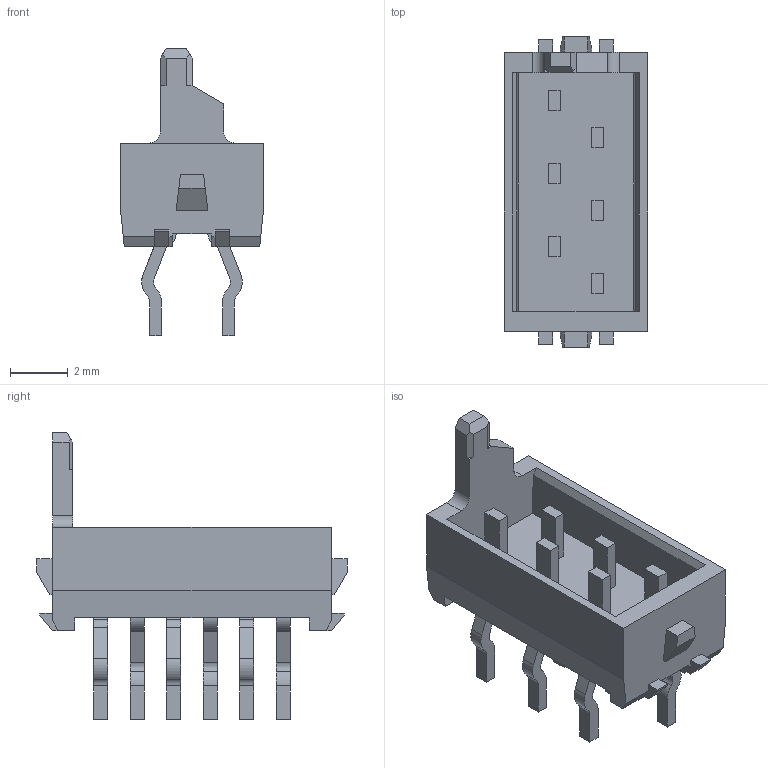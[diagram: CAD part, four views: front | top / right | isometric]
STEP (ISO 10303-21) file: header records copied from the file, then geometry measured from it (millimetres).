
FILE_DESCRIPTION(('FreeCAD Model'),'2;1');
FILE_NAME('parts/3DModels/micromatch_female_ra_6/C-215464-6.step','2018-02-22T01:29:22',('kicad StepUp'),( 'ksu MCAD'),'Open CASCADE STEP processor 6.8','FreeCAD','Unknown');
FILE_SCHEMA(('AUTOMOTIVE_DESIGN_CC2 { 1 2 10303 214 -1 1 5 4 }'));
Length unit declared in the file: millimetre
Products named in the file (1): C-215464-6
Bounding box: 5 x 10.8 x 10 mm (x, y, z)
Volume: 104.2 mm3; surface area: 325 mm2
Topology: 1 solids, 1 shells, 201 faces, 558 edges, 373 vertices
Faces by surface type: plane 151, cylinder 50
Entity records: 6417 total; most frequent: CARTESIAN_POINT 1133, ORIENTED_EDGE 1116, DIRECTION 1062, EDGE_CURVE 558, LINE 458, VECTOR 458, VERTEX_POINT 373, AXIS2_PLACEMENT_3D 302
